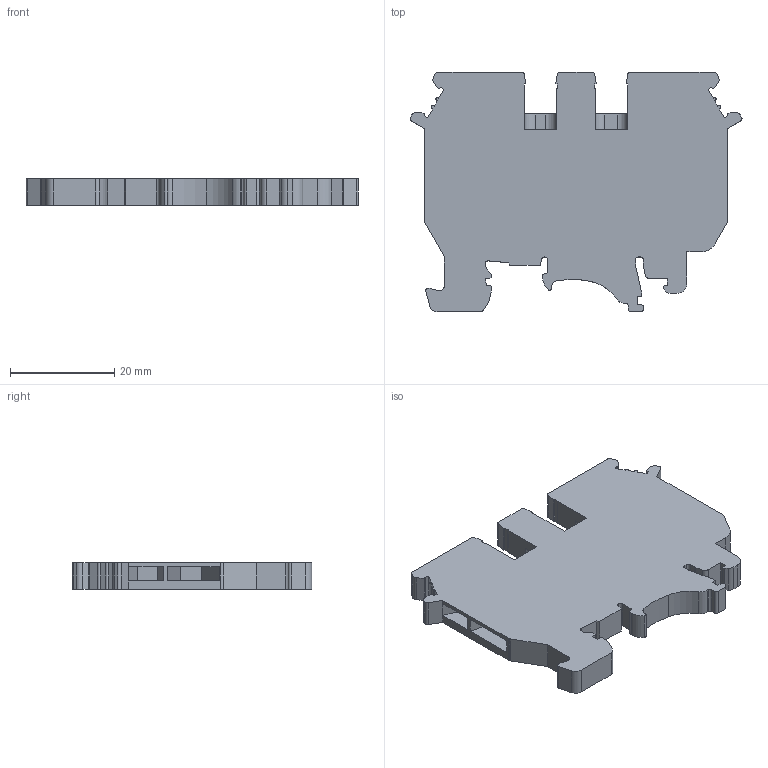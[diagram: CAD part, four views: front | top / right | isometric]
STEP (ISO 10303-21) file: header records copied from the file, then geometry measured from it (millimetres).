
FILE_DESCRIPTION(('STEP AP203'), '1');
FILE_NAME('MTU-FO2.5_3D', '2024-11-19T15:06:50', (' '), (' '), 'C3D Converter', 'C3D Toolkit', '');
FILE_SCHEMA(('CONFIG_CONTROL_DESIGN'));
Length unit declared in the file: millimetre
Bounding box: 63.6 x 45.9 x 5.15 mm (x, y, z)
Volume: 10361.3 mm3; surface area: 6562.6 mm2
Topology: 1 solids, 1 shells, 195 faces, 557 edges, 370 vertices
Faces by surface type: plane 133, cylinder 62
Entity records: 6378 total; most frequent: CARTESIAN_POINT 1123, ORIENTED_EDGE 1114, DIRECTION 1073, EDGE_CURVE 557, LINE 433, VECTOR 433, VERTEX_POINT 370, AXIS2_PLACEMENT_3D 320
